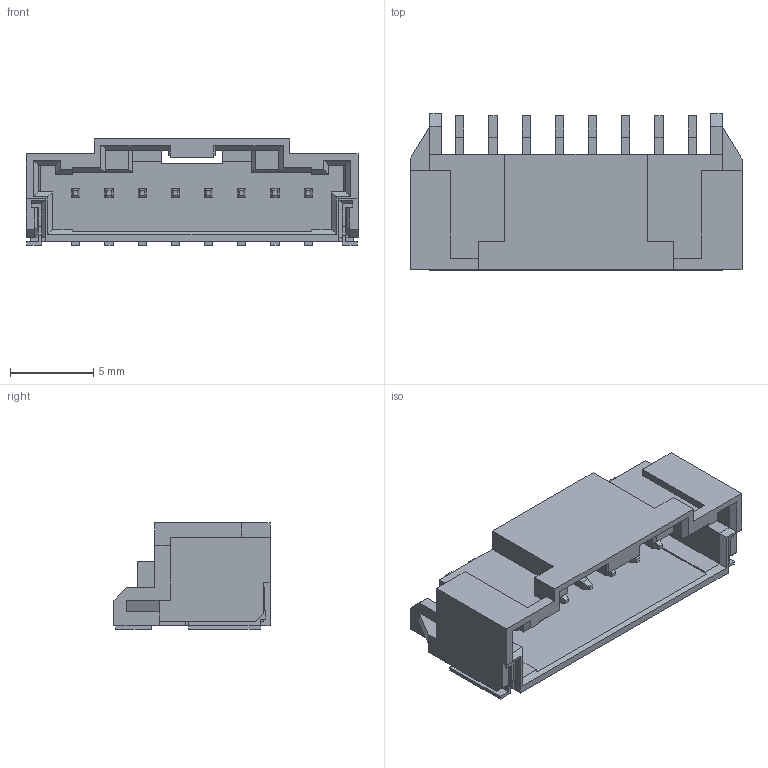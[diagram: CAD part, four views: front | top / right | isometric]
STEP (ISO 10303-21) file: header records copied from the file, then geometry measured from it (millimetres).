
FILE_DESCRIPTION(/* description */ (''),/* implementation_level */ '2;1');
FILE_NAME(/* name */ '502352-0801.step',/* time_stamp */ '2024-10-16T00:38:28-07:00',/* author */ (''),/* organization */ (''),/* preprocessor_version */ 'ST-DEVELOPER v20',/* originating_system */ 'Autodesk Translation Framework v13.20.0.188',/* authorisation */ '');
FILE_SCHEMA (('AUTOMOTIVE_DESIGN { 1 0 10303 214 3 1 1 }'));
Length unit declared in the file: millimetre
Products named in the file (1): 5023520801
Bounding box: 20 x 9.4 x 6.4 mm (x, y, z)
Volume: 410.5 mm3; surface area: 1089.3 mm2
Topology: 1 solids, 1 shells, 313 faces, 844 edges, 541 vertices
Faces by surface type: plane 313
Entity records: 9555 total; most frequent: CARTESIAN_POINT 1699, ORIENTED_EDGE 1688, DIRECTION 1472, LINE 844, VECTOR 844, EDGE_CURVE 844, VERTEX_POINT 541, EDGE_LOOP 323
